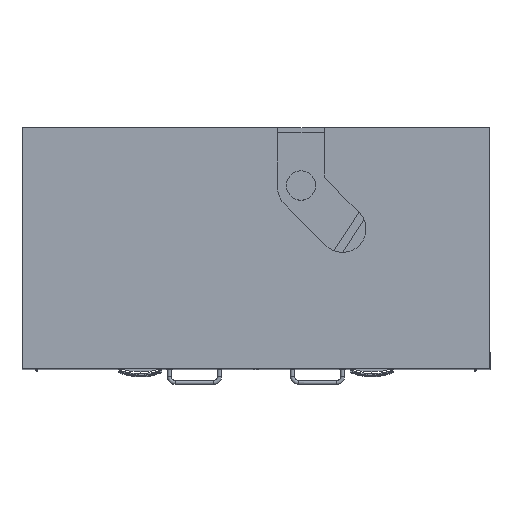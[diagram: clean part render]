
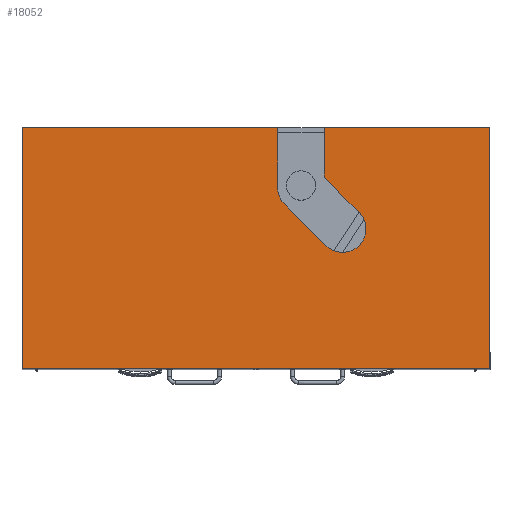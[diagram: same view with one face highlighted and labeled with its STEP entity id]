
A CAD part, top view. The second image highlights one B-rep face of the part: STEP entity #18052.
In plain terms, the highlighted planar face has unit normal (0, 0, 1).
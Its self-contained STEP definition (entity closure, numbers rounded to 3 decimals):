
#793=LINE('',#24813,#2683);
#794=LINE('',#24817,#2684);
#795=LINE('',#24821,#2685);
#796=LINE('',#24825,#2686);
#797=LINE('',#24827,#2687);
#798=LINE('',#24829,#2688);
#799=LINE('',#24831,#2689);
#800=LINE('',#24833,#2690);
#801=LINE('',#24834,#2691);
#2683=VECTOR('',#20562,10.);
#2684=VECTOR('',#20565,10.);
#2685=VECTOR('',#20568,10.);
#2686=VECTOR('',#20571,10.);
#2687=VECTOR('',#20572,10.);
#2688=VECTOR('',#20573,10.);
#2689=VECTOR('',#20574,10.);
#2690=VECTOR('',#20575,10.);
#2691=VECTOR('',#20576,10.);
#4691=FACE_OUTER_BOUND('',#5706,.T.);
#5706=EDGE_LOOP('',(#11540,#11541,#11542,#11543,#11544,#11545,#11546,#11547,
#11548,#11549,#11550,#11551));
#6947=CIRCLE('',#19215,10.);
#6948=CIRCLE('',#19216,60.);
#6949=CIRCLE('',#19217,60.);
#7295=VERTEX_POINT('',#24811);
#7296=VERTEX_POINT('',#24812);
#7297=VERTEX_POINT('',#24814);
#7298=VERTEX_POINT('',#24816);
#7299=VERTEX_POINT('',#24818);
#7300=VERTEX_POINT('',#24820);
#7301=VERTEX_POINT('',#24822);
#7302=VERTEX_POINT('',#24824);
#7303=VERTEX_POINT('',#24826);
#7304=VERTEX_POINT('',#24828);
#7305=VERTEX_POINT('',#24830);
#7306=VERTEX_POINT('',#24832);
#8993=EDGE_CURVE('',#7295,#7296,#793,.T.);
#8994=EDGE_CURVE('',#7296,#7297,#6947,.T.);
#8995=EDGE_CURVE('',#7297,#7298,#794,.T.);
#8996=EDGE_CURVE('',#7298,#7299,#6948,.T.);
#8997=EDGE_CURVE('',#7299,#7300,#795,.T.);
#8998=EDGE_CURVE('',#7300,#7301,#6949,.T.);
#8999=EDGE_CURVE('',#7301,#7302,#796,.T.);
#9000=EDGE_CURVE('',#7302,#7303,#797,.T.);
#9001=EDGE_CURVE('',#7303,#7304,#798,.T.);
#9002=EDGE_CURVE('',#7304,#7305,#799,.T.);
#9003=EDGE_CURVE('',#7305,#7306,#800,.T.);
#9004=EDGE_CURVE('',#7306,#7295,#801,.T.);
#11540=ORIENTED_EDGE('',*,*,#8993,.T.);
#11541=ORIENTED_EDGE('',*,*,#8994,.T.);
#11542=ORIENTED_EDGE('',*,*,#8995,.T.);
#11543=ORIENTED_EDGE('',*,*,#8996,.T.);
#11544=ORIENTED_EDGE('',*,*,#8997,.T.);
#11545=ORIENTED_EDGE('',*,*,#8998,.T.);
#11546=ORIENTED_EDGE('',*,*,#8999,.T.);
#11547=ORIENTED_EDGE('',*,*,#9000,.T.);
#11548=ORIENTED_EDGE('',*,*,#9001,.T.);
#11549=ORIENTED_EDGE('',*,*,#9002,.T.);
#11550=ORIENTED_EDGE('',*,*,#9003,.T.);
#11551=ORIENTED_EDGE('',*,*,#9004,.T.);
#16348=PLANE('',#19214);
#18052=ADVANCED_FACE('',(#4691),#16348,.T.);
#19214=AXIS2_PLACEMENT_3D('',#24810,#20560,#20561);
#19215=AXIS2_PLACEMENT_3D('',#24815,#20563,#20564);
#19216=AXIS2_PLACEMENT_3D('',#24819,#20566,#20567);
#19217=AXIS2_PLACEMENT_3D('',#24823,#20569,#20570);
#20560=DIRECTION('center_axis',(0.,0.,
1.));
#20561=DIRECTION('ref_axis',(1.,0.,0.));
#20562=DIRECTION('',(0.,-1.,0.));
#20563=DIRECTION('center_axis',(0.,0.,
1.));
#20564=DIRECTION('ref_axis',(1.,0.,0.));
#20565=DIRECTION('',(0.707,-0.707,0.));
#20566=DIRECTION('center_axis',(0.,0.,
-1.));
#20567=DIRECTION('ref_axis',(-0.707,-0.707,0.));
#20568=DIRECTION('',(-0.707,0.707,0.));
#20569=DIRECTION('center_axis',(0.,0.,
-1.));
#20570=DIRECTION('ref_axis',(-1.,0.,0.));
#20571=DIRECTION('',(0.,1.,0.));
#20572=DIRECTION('',(-1.,0.,0.));
#20573=DIRECTION('',(0.,-1.,0.));
#20574=DIRECTION('',(1.,0.,0.));
#20575=DIRECTION('',(0.,1.,0.));
#20576=DIRECTION('',(-1.,0.,0.));
#24810=CARTESIAN_POINT('Origin',(0.,0.,
984.));
#24811=CARTESIAN_POINT('',(175.,308.25,984.));
#24812=CARTESIAN_POINT('',(175.,184.245,984.));
#24813=CARTESIAN_POINT('',(175.,147.25,984.));
#24814=CARTESIAN_POINT('',(177.929,177.174,984.));
#24815=CARTESIAN_POINT('Origin',(185.,184.245,984.));
#24816=CARTESIAN_POINT('',(263.676,91.426,984.));
#24817=CARTESIAN_POINT('',(177.74,177.363,984.));
#24818=CARTESIAN_POINT('',(178.824,6.574,984.));
#24819=CARTESIAN_POINT('Origin',(221.25,49.,984.));
#24820=CARTESIAN_POINT('',(72.574,112.824,984.));
#24821=CARTESIAN_POINT('',(135.761,49.636,984.));
#24822=CARTESIAN_POINT('',(55.,155.25,984.));
#24823=CARTESIAN_POINT('Origin',(115.,155.25,984.));
#24824=CARTESIAN_POINT('',(55.,308.25,984.));
#24825=CARTESIAN_POINT('',(55.,147.25,984.));
#24826=CARTESIAN_POINT('',(-598.25,308.25,984.));
#24827=CARTESIAN_POINT('',(598.25,308.25,984.));
#24828=CARTESIAN_POINT('',(-598.25,-308.25,984.));
#24829=CARTESIAN_POINT('',(-598.25,308.25,984.));
#24830=CARTESIAN_POINT('',(598.25,-308.25,984.));
#24831=CARTESIAN_POINT('',(-598.25,-308.25,984.));
#24832=CARTESIAN_POINT('',(598.25,308.25,984.));
#24833=CARTESIAN_POINT('',(598.25,-308.25,984.));
#24834=CARTESIAN_POINT('',(598.25,308.25,984.));
